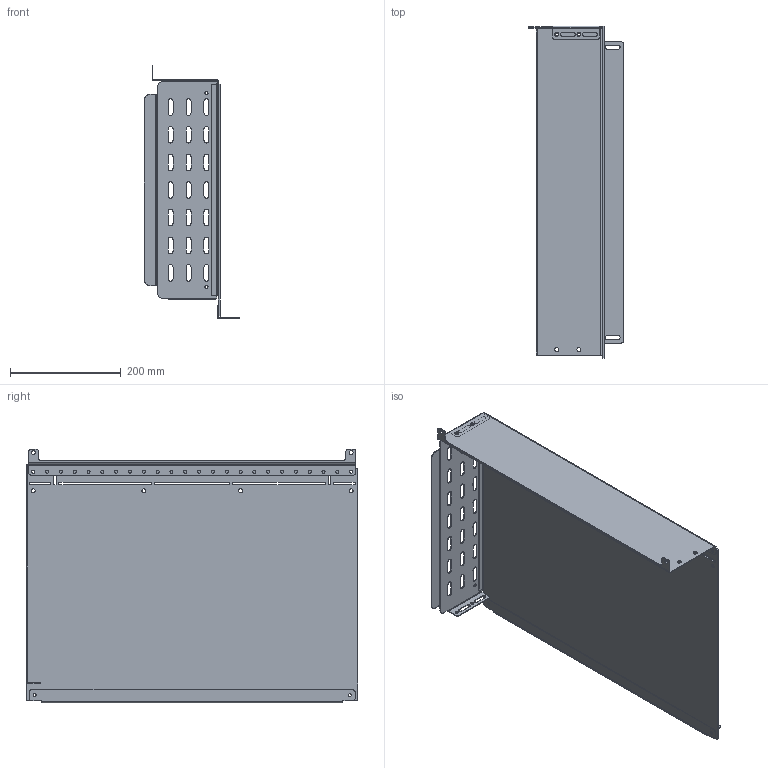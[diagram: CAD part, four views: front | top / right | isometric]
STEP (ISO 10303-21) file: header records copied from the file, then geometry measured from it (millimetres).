
FILE_DESCRIPTION((''),'2;1');
FILE_NAME('PCVS1608_ASM','2020-09-05T03:20:34',('SYSTEM'),(''),'CREO PARAMETRIC BY PTC INC, 2019030','CREO PARAMETRIC BY PTC INC, 2019030','');
FILE_SCHEMA(('CONFIG_CONTROL_DESIGN','SHAPE_APPEARANCE_LAYERS_GROUPS'));
Length unit declared in the file: millimetre
Products named in the file (5): 861263_009_PRT; 861262_035_PRT; 861256_017_PRT; 861257_005_PRT; PCVS1608_ASM
Assembly tree (4 placements, depth 2):
  PCVS1608_ASM
    861263_009_PRT
    861262_035_PRT
    861256_017_PRT
    861257_005_PRT
Bounding box: 172.4 x 599.75 x 458.2 mm (x, y, z)
Volume: 1000422.5 mm3; surface area: 858362.5 mm2
Topology: 4 solids, 4 shells, 361 faces, 995 edges, 642 vertices
Faces by surface type: cylinder 183, plane 178
Entity records: 11989 total; most frequent: DIRECTION 2105, CARTESIAN_POINT 2007, ORIENTED_EDGE 1990, EDGE_CURVE 995, AXIS2_PLACEMENT_3D 740, VERTEX_POINT 642, VECTOR 625, LINE 625
